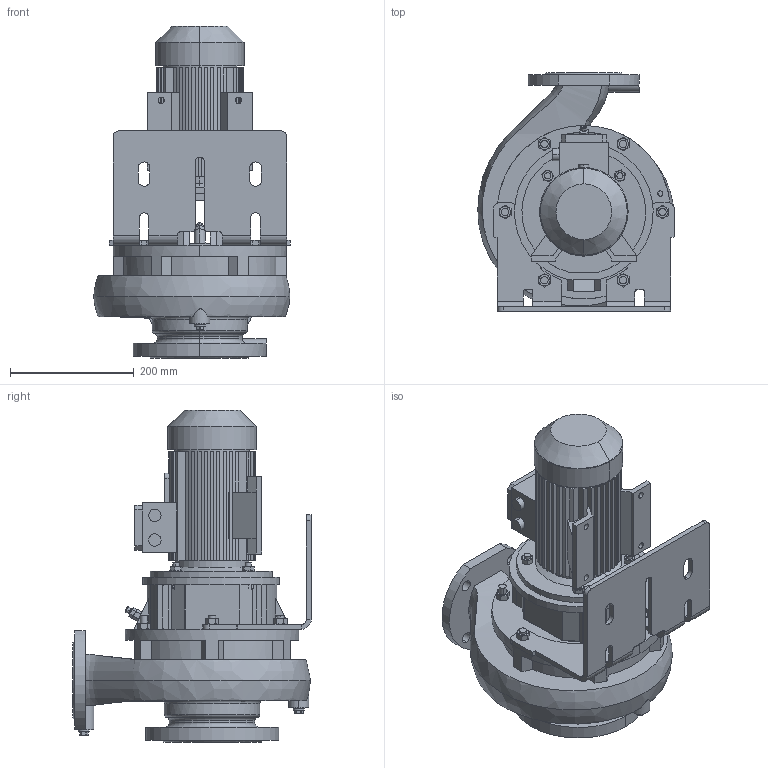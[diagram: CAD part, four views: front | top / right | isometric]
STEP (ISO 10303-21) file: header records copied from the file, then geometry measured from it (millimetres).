
FILE_DESCRIPTION (( 'STEP AP214' ), '1' );
FILE_NAME ('ﾌﾓ-311-200-ﾌ2-311-216-03-72.step', '2025-04-07T07:33:45', ( 'adb' ), ( '' ), 'SwSTEP 2.0', 'SolidWorks 2016', '' );
FILE_SCHEMA (( 'AUTOMOTIVE_DESIGN' ));
Length unit declared in the file: millimetre
Products named in the file (1): ﾌﾓ-311-200-ﾌ2-311-216-03-72
Bounding box: 317.22 x 385 x 536 mm (x, y, z)
Volume: 11881607.6 mm3; surface area: 1326830.6 mm2
Topology: 8 solids, 19 shells, 1080 faces, 2859 edges, 1861 vertices
Faces by surface type: plane 585, cylinder 375, cone 93, bspline 20, torus 7
Entity records: 52161 total; most frequent: CARTESIAN_POINT 13236, ORIENTED_EDGE 5714, DIRECTION 5522, EDGE_CURVE 2857, AXIS2_PLACEMENT_3D 1997, VERTEX_POINT 1861, VECTOR 1528, LINE 1528
